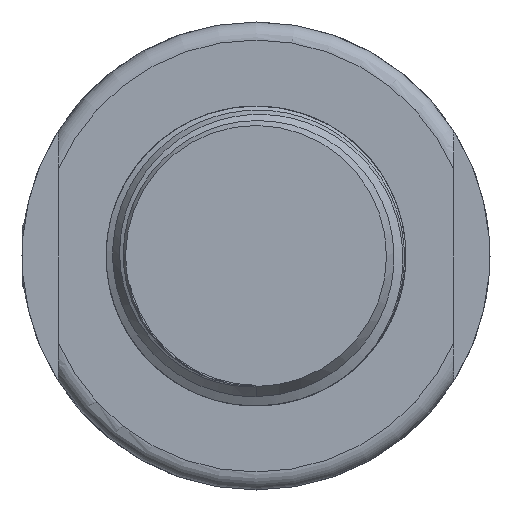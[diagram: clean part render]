
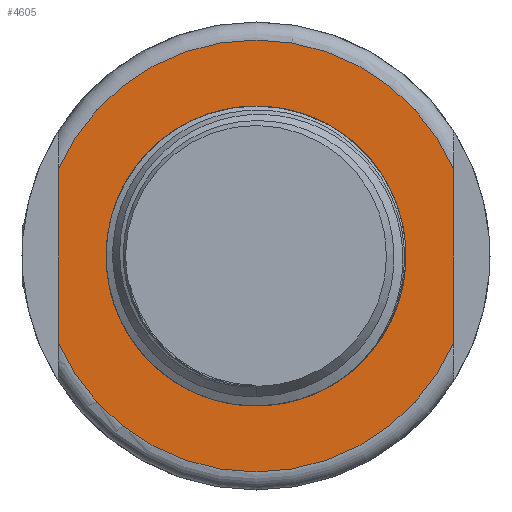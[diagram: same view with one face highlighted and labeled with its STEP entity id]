
A CAD part, left-side view. The second image highlights one B-rep face of the part: STEP entity #4605.
In plain terms, the highlighted planar face has unit normal (-1, 0, 0).
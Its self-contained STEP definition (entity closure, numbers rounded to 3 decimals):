
#160=PLANE('',#5241);
#221=FACE_BOUND('',#1472,.T.);
#598=LINE('',#16366,#787);
#599=LINE('',#16367,#788);
#787=VECTOR('',#6571,1000.);
#788=VECTOR('',#6572,1000.);
#1170=FACE_OUTER_BOUND('',#1471,.T.);
#1471=EDGE_LOOP('',(#4278,#4279,#4280,#4281));
#1472=EDGE_LOOP('',(#4282,#4283));
#1768=CIRCLE('',#5178,7.25);
#1769=CIRCLE('',#5179,7.25);
#1804=CIRCLE('',#5235,12.);
#1806=CIRCLE('',#5240,12.);
#2246=VERTEX_POINT('',#15625);
#2247=VERTEX_POINT('',#15627);
#2300=VERTEX_POINT('',#16235);
#2301=VERTEX_POINT('',#16248);
#2303=VERTEX_POINT('',#16338);
#2304=VERTEX_POINT('',#16351);
#2889=EDGE_CURVE('',#2246,#2247,#1768,.T.);
#2890=EDGE_CURVE('',#2247,#2246,#1769,.T.);
#2965=EDGE_CURVE('',#2301,#2300,#1804,.T.);
#2972=EDGE_CURVE('',#2304,#2303,#1806,.T.);
#2974=EDGE_CURVE('',#2303,#2301,#598,.T.);
#2975=EDGE_CURVE('',#2304,#2300,#599,.T.);
#4278=ORIENTED_EDGE('',*,*,#2972,.T.);
#4279=ORIENTED_EDGE('',*,*,#2974,.T.);
#4280=ORIENTED_EDGE('',*,*,#2965,.T.);
#4281=ORIENTED_EDGE('',*,*,#2975,.F.);
#4282=ORIENTED_EDGE('',*,*,#2890,.F.);
#4283=ORIENTED_EDGE('',*,*,#2889,.F.);
#4605=ADVANCED_FACE('',(#1170,#221),#160,.F.);
#5178=AXIS2_PLACEMENT_3D('',#15628,#6425,#6426);
#5179=AXIS2_PLACEMENT_3D('',#15629,#6427,#6428);
#5235=AXIS2_PLACEMENT_3D('',#16249,#6556,#6557);
#5240=AXIS2_PLACEMENT_3D('',#16352,#6567,#6568);
#5241=AXIS2_PLACEMENT_3D('',#16365,#6569,#6570);
#6425=DIRECTION('center_axis',(-1.,0.,0.));
#6426=DIRECTION('ref_axis',(0.,0.,
-1.));
#6427=DIRECTION('center_axis',(-1.,0.,0.));
#6428=DIRECTION('ref_axis',(0.,0.,
-1.));
#6556=DIRECTION('center_axis',(-1.,0.,0.));
#6557=DIRECTION('ref_axis',(0.,0.,
-1.));
#6567=DIRECTION('center_axis',(-1.,0.,0.));
#6568=DIRECTION('ref_axis',(0.,0.,
-1.));
#6569=DIRECTION('center_axis',(1.,0.,0.));
#6570=DIRECTION('ref_axis',(0.,0.,1.));
#6571=DIRECTION('',(0.,0.,-1.));
#6572=DIRECTION('',(0.,0.,-1.));
#15625=CARTESIAN_POINT('',(-9.802,0.,7.25));
#15627=CARTESIAN_POINT('',(-9.802,0.,-7.25));
#15628=CARTESIAN_POINT('Origin',(-9.802,0.,
0.));
#15629=CARTESIAN_POINT('Origin',(-9.802,0.,
0.));
#16235=CARTESIAN_POINT('',(-9.802,-11.,-4.796));
#16248=CARTESIAN_POINT('',(-9.802,11.,-4.796));
#16249=CARTESIAN_POINT('Origin',(-9.802,0.,
0.));
#16338=CARTESIAN_POINT('',(-9.802,11.,4.796));
#16351=CARTESIAN_POINT('',(-9.802,-11.,4.796));
#16352=CARTESIAN_POINT('Origin',(-9.802,0.,
0.));
#16365=CARTESIAN_POINT('Origin',(-9.802,-7.25,0.));
#16366=CARTESIAN_POINT('',(-9.802,11.,10.));
#16367=CARTESIAN_POINT('',(-9.802,-11.,10.));
